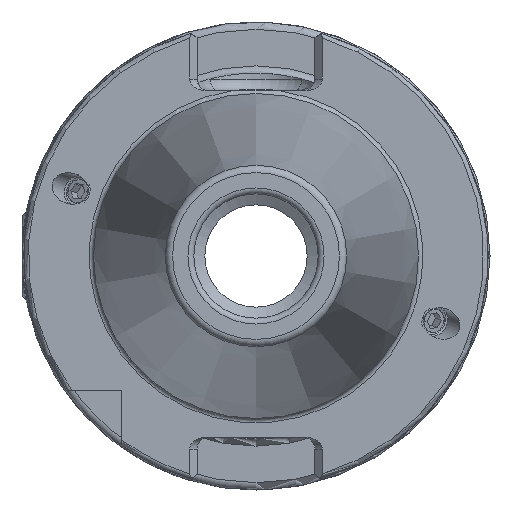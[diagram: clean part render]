
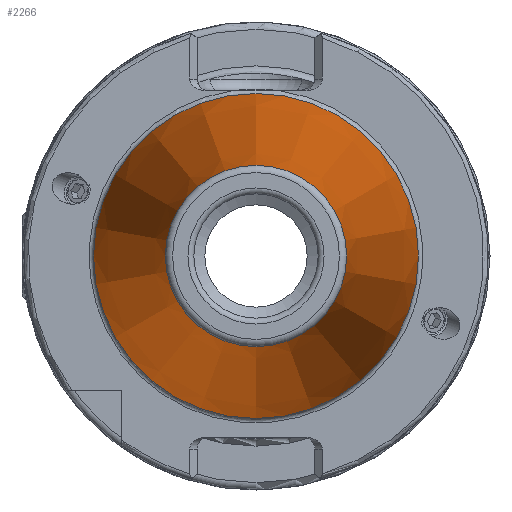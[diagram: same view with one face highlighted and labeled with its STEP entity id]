
A CAD part, left-side view. The second image highlights one B-rep face of the part: STEP entity #2266.
In plain terms, the highlighted conical face has half-angle 8.297 degrees and reference radius 22.225 mm.
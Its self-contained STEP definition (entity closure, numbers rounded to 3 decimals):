
#33 = CARTESIAN_POINT ( 'NONE',  ( 0., 0., 0. ) ) ;
#91 = AXIS2_PLACEMENT_3D ( 'NONE', #3536, #4088, #4691 ) ;
#324 = CARTESIAN_POINT ( 'NONE',  ( 0., 0., 0. ) ) ;
#395 = CARTESIAN_POINT ( 'NONE',  ( -67.394, 0., 12.397 ) ) ;
#622 = FACE_OUTER_BOUND ( 'NONE', #5257, .T. ) ;
#805 = EDGE_CURVE ( 'NONE', #4520, #4520, #1628, .T. ) ;
#1131 = EDGE_CURVE ( 'NONE', #4091, #4091, #2244, .T. ) ;
#1467 = CARTESIAN_POINT ( 'NONE',  ( 0., 0., 22.225 ) ) ;
#1549 = ORIENTED_EDGE ( 'NONE', *, *, #805, .T. ) ;
#1628 = CIRCLE ( 'NONE', #1956, 22.225 ) ;
#1956 = AXIS2_PLACEMENT_3D ( 'NONE', #33, #2436, #4000 ) ;
#2244 = CIRCLE ( 'NONE', #91, 12.397 ) ;
#2266 = ADVANCED_FACE ( 'NONE', ( #5960, #622 ), #5860, .T. ) ;
#2421 = AXIS2_PLACEMENT_3D ( 'NONE', #324, #5353, #6437 ) ;
#2436 = DIRECTION ( 'NONE',  ( -1., 0., 0. ) ) ;
#3536 = CARTESIAN_POINT ( 'NONE',  ( -67.394, 0., 0. ) ) ;
#4000 = DIRECTION ( 'NONE',  ( 0., 0., 1. ) ) ;
#4088 = DIRECTION ( 'NONE',  ( -1., 0., 0. ) ) ;
#4091 = VERTEX_POINT ( 'NONE', #395 ) ;
#4414 = EDGE_LOOP ( 'NONE', ( #5169 ) ) ;
#4520 = VERTEX_POINT ( 'NONE', #1467 ) ;
#4691 = DIRECTION ( 'NONE',  ( 0., 0., 1. ) ) ;
#5169 = ORIENTED_EDGE ( 'NONE', *, *, #1131, .F. ) ;
#5257 = EDGE_LOOP ( 'NONE', ( #1549 ) ) ;
#5353 = DIRECTION ( 'NONE',  ( 1., 0., 0. ) ) ;
#5860 = CONICAL_SURFACE ( 'NONE', #2421, 22.225, 0.145 ) ;
#5960 = FACE_BOUND ( 'NONE', #4414, .T. ) ;
#6437 = DIRECTION ( 'NONE',  ( 0., 0., -1. ) ) ;
